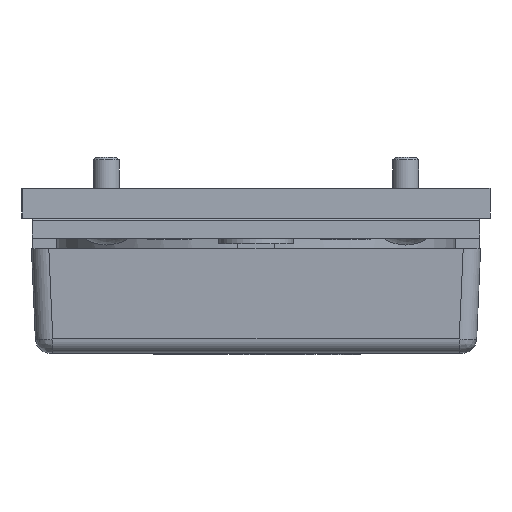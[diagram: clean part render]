
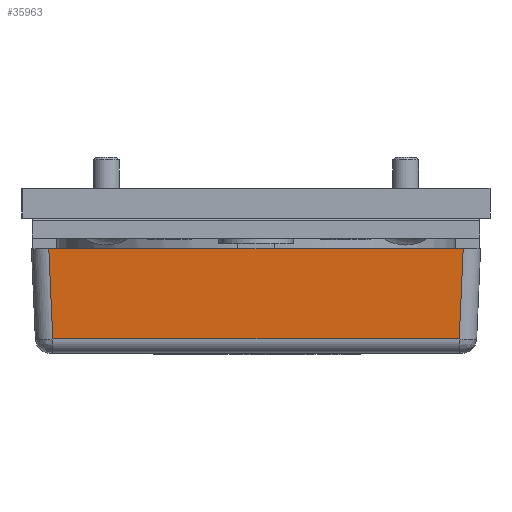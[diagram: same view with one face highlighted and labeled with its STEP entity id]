
A CAD part, front view. The second image highlights one B-rep face of the part: STEP entity #35963.
In plain terms, the highlighted planar face has unit normal (0, -0.999, -0.044).
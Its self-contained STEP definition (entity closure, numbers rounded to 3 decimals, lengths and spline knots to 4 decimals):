
#4735=FACE_OUTER_BOUND('',#6799,.T.);
#6799=EDGE_LOOP('',(#32292,#32293,#32294,#32295));
#10435=LINE('',#61831,#14135);
#10442=LINE('',#61906,#14142);
#10443=LINE('',#61910,#14143);
#10444=LINE('',#61911,#14144);
#14135=VECTOR('',#44176,2.5515);
#14142=VECTOR('',#44205,0.5677);
#14143=VECTOR('',#44210,0.5677);
#14144=VECTOR('',#44211,2.601);
#17507=VERTEX_POINT('',#61825);
#17508=VERTEX_POINT('',#61829);
#17515=VERTEX_POINT('',#61905);
#17516=VERTEX_POINT('',#61909);
#22473=EDGE_CURVE('',#17507,#17508,#10435,.T.);
#22486=EDGE_CURVE('',#17508,#17515,#10442,.T.);
#22488=EDGE_CURVE('',#17516,#17507,#10443,.T.);
#22489=EDGE_CURVE('',#17516,#17515,#10444,.T.);
#32292=ORIENTED_EDGE('',*,*,#22473,.F.);
#32293=ORIENTED_EDGE('',*,*,#22488,.F.);
#32294=ORIENTED_EDGE('',*,*,#22489,.T.);
#32295=ORIENTED_EDGE('',*,*,#22486,.F.);
#34125=PLANE('',#37694);
#35963=ADVANCED_FACE('',(#4735),#34125,.T.);
#37694=AXIS2_PLACEMENT_3D('',#61908,#44208,#44209);
#44176=DIRECTION('',(-1.,0.,0.));
#44205=DIRECTION('',(-0.044,-0.044,0.998));
#44208=DIRECTION('center_axis',(0.,-0.999,-0.044));
#44209=DIRECTION('ref_axis',(0.,0.044,-0.999));
#44210=DIRECTION('',(-0.044,0.044,-0.998));
#44211=DIRECTION('',(-1.,0.,0.));
#61825=CARTESIAN_POINT('',(1.2757,-1.9985,0.0897));
#61829=CARTESIAN_POINT('',(-1.2757,-1.9985,0.0897));
#61831=CARTESIAN_POINT('',(1.2757,-1.9985,0.0897));
#61905=CARTESIAN_POINT('',(-1.3005,-2.0233,0.6563));
#61906=CARTESIAN_POINT('',(-1.2757,-1.9985,0.0897));
#61908=CARTESIAN_POINT('Origin',(1.4098,-1.9946,0.0006));
#61909=CARTESIAN_POINT('',(1.3005,-2.0233,0.6563));
#61910=CARTESIAN_POINT('',(1.3005,-2.0233,0.6563));
#61911=CARTESIAN_POINT('',(1.3005,-2.0233,0.6563));
